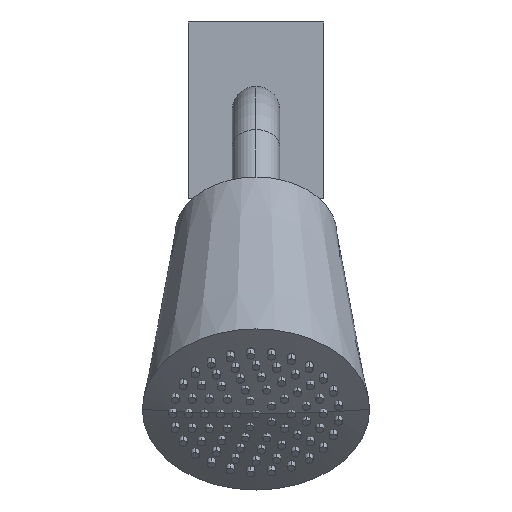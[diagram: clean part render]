
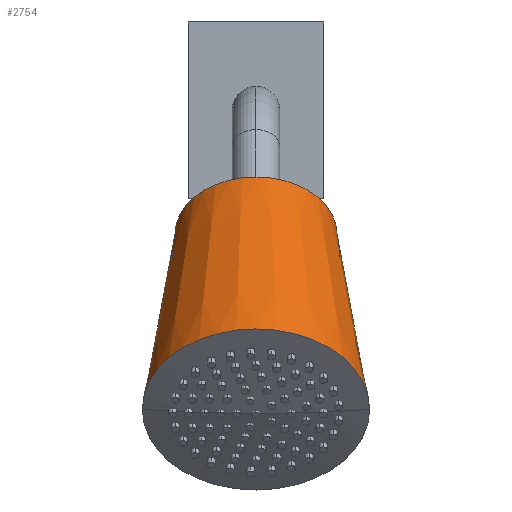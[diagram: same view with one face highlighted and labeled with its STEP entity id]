
A CAD part, top view. The second image highlights one B-rep face of the part: STEP entity #2754.
In plain terms, the highlighted conical face has half-angle 7.5 degrees and reference radius 50.2 mm.
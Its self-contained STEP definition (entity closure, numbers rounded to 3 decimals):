
#148 = AXIS2_PLACEMENT_3D ( 'NONE', #2125, #2111, #2107 ) ;
#165 = DIRECTION ( 'NONE',  ( 0., 0., 1. ) ) ;
#183 = DIRECTION ( 'NONE',  ( 0., 1., 0. ) ) ;
#190 = ORIENTED_EDGE ( 'NONE', *, *, #3916, .F. ) ;
#203 = CARTESIAN_POINT ( 'NONE',  ( 0., 0., 0. ) ) ;
#359 = EDGE_CURVE ( 'NONE', #3172, #4334, #4094, .T. ) ;
#669 = VECTOR ( 'NONE', #2630, 1000. ) ;
#738 = ORIENTED_EDGE ( 'NONE', *, *, #359, .T. ) ;
#825 = ORIENTED_EDGE ( 'NONE', *, *, #1316, .F. ) ;
#990 = DIRECTION ( 'NONE',  ( -0.131, -0.991, 0. ) ) ;
#1005 = CARTESIAN_POINT ( 'NONE',  ( -50.2, -109.413, 0. ) ) ;
#1058 = VERTEX_POINT ( 'NONE', #3539 ) ;
#1228 = FACE_OUTER_BOUND ( 'NONE', #2001, .T. ) ;
#1256 = CARTESIAN_POINT ( 'NONE',  ( -50.2, -109.413, 0. ) ) ;
#1316 = EDGE_CURVE ( 'NONE', #3175, #1058, #1494, .T. ) ;
#1494 = LINE ( 'NONE', #3029, #669 ) ;
#1591 = CARTESIAN_POINT ( 'NONE',  ( 35.795, 0., 0. ) ) ;
#1670 = CARTESIAN_POINT ( 'NONE',  ( -35.795, 0., 0. ) ) ;
#2001 = EDGE_LOOP ( 'NONE', ( #190, #738, #3608, #825 ) ) ;
#2030 = CONICAL_SURFACE ( 'NONE', #3034, 50.2, 0.131 ) ;
#2107 = DIRECTION ( 'NONE',  ( -1., 0., 0. ) ) ;
#2111 = DIRECTION ( 'NONE',  ( 0., 1., 0. ) ) ;
#2125 = CARTESIAN_POINT ( 'NONE',  ( 0., -109.413, 0. ) ) ;
#2331 = CIRCLE ( 'NONE', #3756, 35.795 ) ;
#2630 = DIRECTION ( 'NONE',  ( 0.131, -0.991, 0. ) ) ;
#2754 = ADVANCED_FACE ( 'NONE', ( #1228 ), #2030, .T. ) ;
#2999 = EDGE_CURVE ( 'NONE', #4334, #1058, #3326, .T. ) ;
#3029 = CARTESIAN_POINT ( 'NONE',  ( 50.2, -109.413, 0. ) ) ;
#3034 = AXIS2_PLACEMENT_3D ( 'NONE', #4209, #4190, #4317 ) ;
#3172 = VERTEX_POINT ( 'NONE', #1670 ) ;
#3175 = VERTEX_POINT ( 'NONE', #1591 ) ;
#3326 = CIRCLE ( 'NONE', #148, 50.2 ) ;
#3539 = CARTESIAN_POINT ( 'NONE',  ( 50.2, -109.413, 0. ) ) ;
#3608 = ORIENTED_EDGE ( 'NONE', *, *, #2999, .T. ) ;
#3756 = AXIS2_PLACEMENT_3D ( 'NONE', #203, #183, #165 ) ;
#3916 = EDGE_CURVE ( 'NONE', #3172, #3175, #2331, .T. ) ;
#3948 = VECTOR ( 'NONE', #990, 1000. ) ;
#4094 = LINE ( 'NONE', #1005, #3948 ) ;
#4190 = DIRECTION ( 'NONE',  ( 0., -1., 0. ) ) ;
#4209 = CARTESIAN_POINT ( 'NONE',  ( 0., -109.413, 0. ) ) ;
#4317 = DIRECTION ( 'NONE',  ( 1., 0., 0. ) ) ;
#4334 = VERTEX_POINT ( 'NONE', #1256 ) ;
